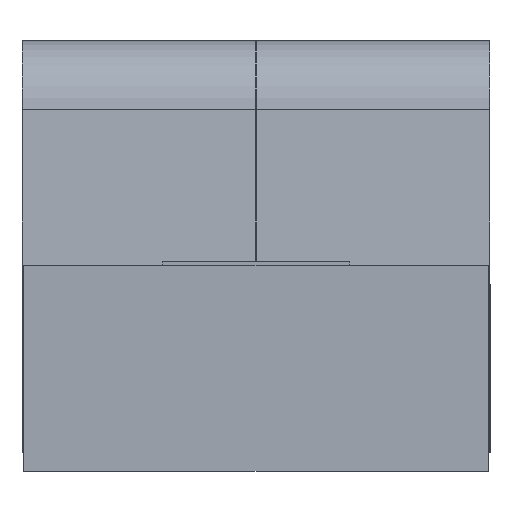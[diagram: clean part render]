
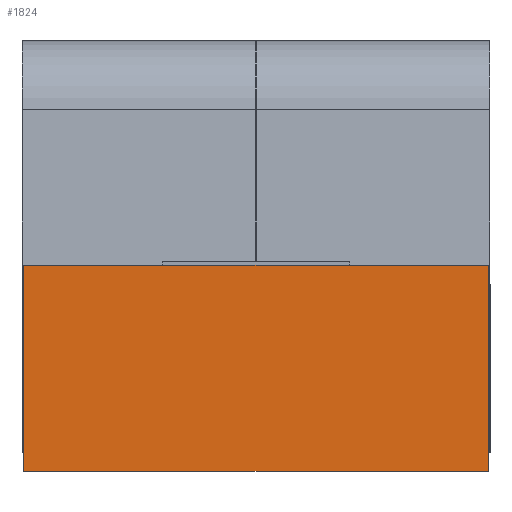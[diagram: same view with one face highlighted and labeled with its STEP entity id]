
A CAD part, left-side view. The second image highlights one B-rep face of the part: STEP entity #1824.
In plain terms, the highlighted planar face has unit normal (-1, 0, 0).
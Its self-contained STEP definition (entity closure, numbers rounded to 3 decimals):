
#70 = EDGE_LOOP ( 'NONE', ( #1736, #356, #714, #1737 ) ) ;
#86 = DIRECTION ( 'NONE',  ( 0., 0., 1. ) ) ;
#107 = PLANE ( 'NONE',  #890 ) ;
#120 = DIRECTION ( 'NONE',  ( 1., 0., 0. ) ) ;
#220 = VERTEX_POINT ( 'NONE', #1680 ) ;
#271 = VECTOR ( 'NONE', #1233, 1000. ) ;
#356 = ORIENTED_EDGE ( 'NONE', *, *, #638, .F. ) ;
#417 = CARTESIAN_POINT ( 'NONE',  ( -1., 0.62, 0. ) ) ;
#436 = DIRECTION ( 'NONE',  ( 0., -1., 0. ) ) ;
#522 = CARTESIAN_POINT ( 'NONE',  ( -1., -0.62, 0. ) ) ;
#527 = VERTEX_POINT ( 'NONE', #417 ) ;
#608 = EDGE_CURVE ( 'NONE', #527, #719, #1573, .T. ) ;
#638 = EDGE_CURVE ( 'NONE', #220, #1186, #1474, .T. ) ;
#714 = ORIENTED_EDGE ( 'NONE', *, *, #1296, .F. ) ;
#719 = VERTEX_POINT ( 'NONE', #1382 ) ;
#779 = VECTOR ( 'NONE', #436, 1000. ) ;
#890 = AXIS2_PLACEMENT_3D ( 'NONE', #1465, #120, #1201 ) ;
#965 = CARTESIAN_POINT ( 'NONE',  ( -1., -0.62, 0.55 ) ) ;
#996 = VECTOR ( 'NONE', #86, 1000. ) ;
#1186 = VERTEX_POINT ( 'NONE', #965 ) ;
#1201 = DIRECTION ( 'NONE',  ( 0., 0., -1. ) ) ;
#1211 = LINE ( 'NONE', #522, #1409 ) ;
#1214 = EDGE_CURVE ( 'NONE', #719, #1186, #1211, .T. ) ;
#1233 = DIRECTION ( 'NONE',  ( 0., -1., 0. ) ) ;
#1275 = DIRECTION ( 'NONE',  ( 0., 0., 1. ) ) ;
#1296 = EDGE_CURVE ( 'NONE', #527, #220, #1366, .T. ) ;
#1366 = LINE ( 'NONE', #1599, #996 ) ;
#1382 = CARTESIAN_POINT ( 'NONE',  ( -1., -0.62, 0. ) ) ;
#1409 = VECTOR ( 'NONE', #1275, 1000. ) ;
#1465 = CARTESIAN_POINT ( 'NONE',  ( -1., 0.62, 0. ) ) ;
#1474 = LINE ( 'NONE', #1792, #271 ) ;
#1573 = LINE ( 'NONE', #1776, #779 ) ;
#1599 = CARTESIAN_POINT ( 'NONE',  ( -1., 0.62, 0. ) ) ;
#1680 = CARTESIAN_POINT ( 'NONE',  ( -1., 0.62, 0.55 ) ) ;
#1721 = FACE_OUTER_BOUND ( 'NONE', #70, .T. ) ;
#1736 = ORIENTED_EDGE ( 'NONE', *, *, #1214, .T. ) ;
#1737 = ORIENTED_EDGE ( 'NONE', *, *, #608, .T. ) ;
#1776 = CARTESIAN_POINT ( 'NONE',  ( -1., 0.62, 0. ) ) ;
#1792 = CARTESIAN_POINT ( 'NONE',  ( -1., 0.62, 0.55 ) ) ;
#1824 = ADVANCED_FACE ( 'NONE', ( #1721 ), #107, .F. ) ;
